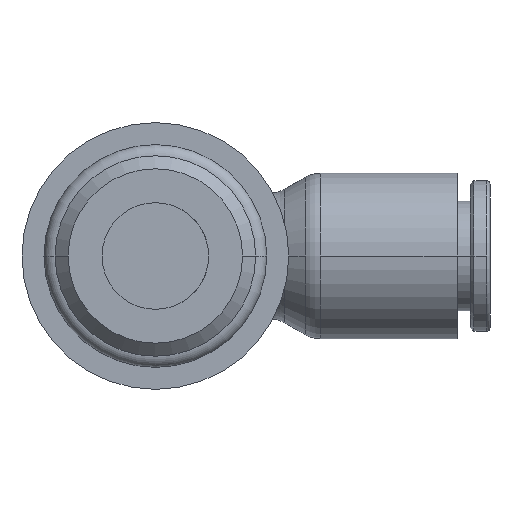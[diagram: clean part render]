
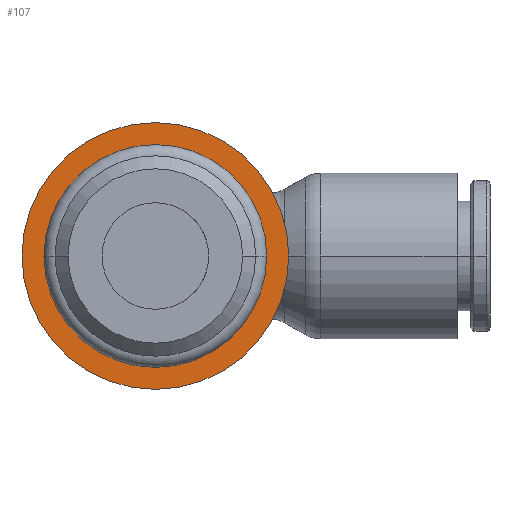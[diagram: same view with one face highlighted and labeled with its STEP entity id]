
A CAD part, front view. The second image highlights one B-rep face of the part: STEP entity #107.
In plain terms, the highlighted planar face has unit normal (0, -1, 0).
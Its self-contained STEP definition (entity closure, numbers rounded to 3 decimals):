
#107=ADVANCED_FACE('',(#267,#268),#269,.T.);
#267=FACE_BOUND('',#466,.T.);
#268=FACE_OUTER_BOUND('',#467,.T.);
#269=PLANE('',#468);
#466=EDGE_LOOP('',(#1037,#1038,#1039));
#467=EDGE_LOOP('',(#1040,#1041));
#468=AXIS2_PLACEMENT_3D('',#1042,#1043,#1044);
#1037=ORIENTED_EDGE('',*,*,#1314,.T.);
#1038=ORIENTED_EDGE('',*,*,#1319,.T.);
#1039=ORIENTED_EDGE('',*,*,#1315,.T.);
#1040=ORIENTED_EDGE('',*,*,#1492,.T.);
#1041=ORIENTED_EDGE('',*,*,#1404,.T.);
#1042=CARTESIAN_POINT('',(4.75,-4.499,0.0));
#1043=DIRECTION('',(-0.0,-1.0,-0.0));
#1044=DIRECTION('',(-1.0,0.0,0.0));
#1314=EDGE_CURVE('',#1567,#1568,#1569,.T.);
#1315=EDGE_CURVE('',#1570,#1567,#1571,.T.);
#1319=EDGE_CURVE('',#1568,#1570,#1577,.T.);
#1404=EDGE_CURVE('',#1725,#1729,#1731,.T.);
#1492=EDGE_CURVE('',#1729,#1725,#1866,.T.);
#1567=VERTEX_POINT('',#1961);
#1568=VERTEX_POINT('',#1962);
#1569=CIRCLE('',#1963,7.308);
#1570=VERTEX_POINT('',#1964);
#1571=CIRCLE('',#1965,7.308);
#1577=CIRCLE('',#1971,7.308);
#1725=VERTEX_POINT('',#2160);
#1729=VERTEX_POINT('',#2165);
#1731=CIRCLE('',#2168,8.75);
#1866=CIRCLE('',#2464,8.75);
#1961=CARTESIAN_POINT('',(0.,-4.499,7.308));
#1962=CARTESIAN_POINT('',(7.308,-4.5,0.));
#1963=AXIS2_PLACEMENT_3D('',#2605,#2606,#2607);
#1964=CARTESIAN_POINT('',(-7.308,-4.5,0.));
#1965=AXIS2_PLACEMENT_3D('',#2608,#2609,#2610);
#1971=AXIS2_PLACEMENT_3D('',#2620,#2621,#2622);
#2160=CARTESIAN_POINT('',(8.75,-4.499,0.));
#2165=CARTESIAN_POINT('',(-8.75,-4.499,0.));
#2168=AXIS2_PLACEMENT_3D('',#2834,#2835,#2836);
#2464=AXIS2_PLACEMENT_3D('',#3018,#3019,#3020);
#2605=CARTESIAN_POINT('',(0.0,-4.499,0.0));
#2606=DIRECTION('',(0.0,1.0,0.0));
#2607=DIRECTION('',(0.0,0.0,-1.0));
#2608=CARTESIAN_POINT('',(0.0,-4.499,0.0));
#2609=DIRECTION('',(0.0,1.0,0.0));
#2610=DIRECTION('',(0.0,0.0,-1.0));
#2620=CARTESIAN_POINT('',(0.0,-4.499,0.0));
#2621=DIRECTION('',(0.0,1.0,0.0));
#2622=DIRECTION('',(0.0,0.0,-1.0));
#2834=CARTESIAN_POINT('',(0.0,-4.499,0.0));
#2835=DIRECTION('',(0.0,-1.0,0.0));
#2836=DIRECTION('',(1.0,0.0,0.0));
#3018=CARTESIAN_POINT('',(0.0,-4.499,0.0));
#3019=DIRECTION('',(0.0,-1.0,0.0));
#3020=DIRECTION('',(1.0,0.0,0.0));
